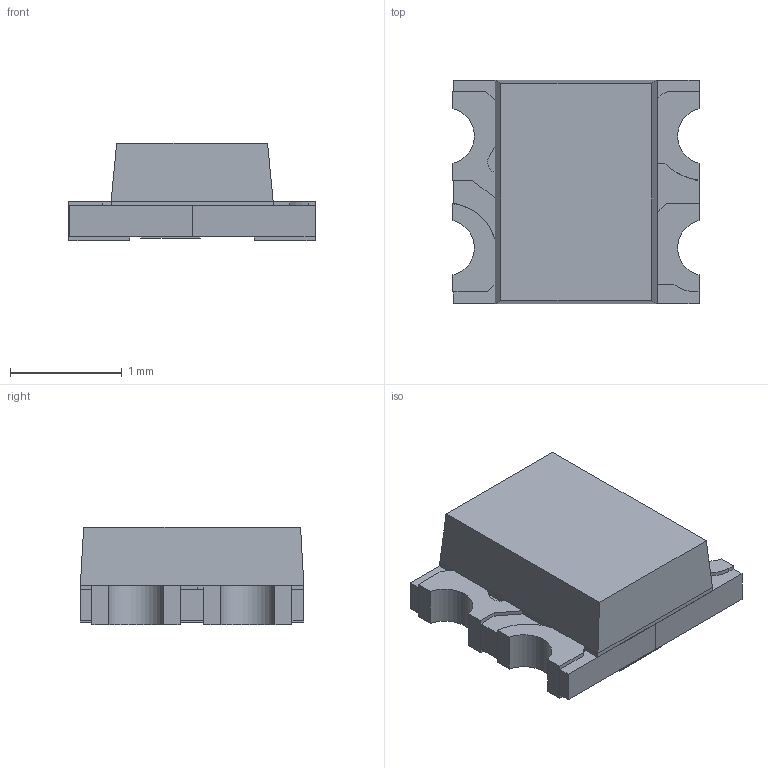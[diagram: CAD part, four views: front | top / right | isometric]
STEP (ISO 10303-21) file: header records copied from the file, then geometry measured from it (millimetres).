
FILE_DESCRIPTION(('FreeCAD Model'),'2;1');
FILE_NAME('Open CASCADE Shape Model','2026-02-09T00:01:45',(''),(''), 'Open CASCADE STEP processor 7.9','FreeCAD','Unknown');
FILE_SCHEMA(('AUTOMOTIVE_DESIGN { 1 0 10303 214 1 1 1 1 }'));
Length unit declared in the file: millimetre
Products named in the file (9): LED_WS2812B_2020_PLCC4_2_0x2_0mm; PolarityMark; IC; B; R; G; Cover; Board; Pads
Assembly tree (8 placements, depth 2):
  LED_WS2812B_2020_PLCC4_2_0x2_0mm
    PolarityMark
    IC
    B
    R
    G
    Cover
    Board
    Pads
Bounding box: 2.2 x 2 x 0.88 mm (x, y, z)
Volume: 2.8 mm3; surface area: 30.4 mm2
Topology: 11 solids, 11 shells, 143 faces, 355 edges, 234 vertices
Faces by surface type: plane 124, cylinder 19
Entity records: 4444 total; most frequent: CARTESIAN_POINT 741, ORIENTED_EDGE 710, DIRECTION 699, EDGE_CURVE 355, LINE 315, VECTOR 315, VERTEX_POINT 234, AXIS2_PLACEMENT_3D 192
